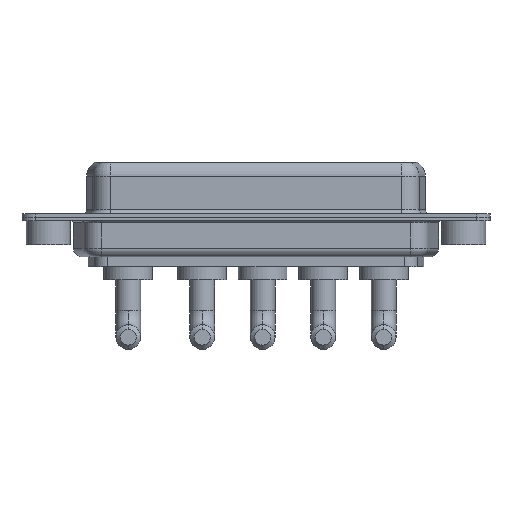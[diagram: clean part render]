
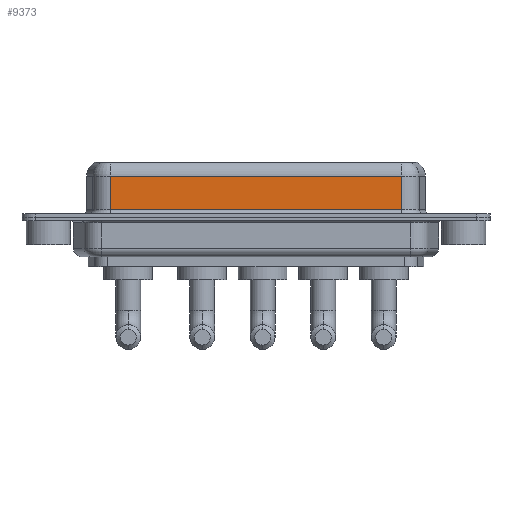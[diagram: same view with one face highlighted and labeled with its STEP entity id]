
A CAD part, front view. The second image highlights one B-rep face of the part: STEP entity #9373.
In plain terms, the highlighted planar face has unit normal (0, -1, 0).
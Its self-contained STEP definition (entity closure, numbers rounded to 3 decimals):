
#461 = VECTOR ( 'NONE', #7057, 1000. ) ;
#1269 = CARTESIAN_POINT ( 'NONE',  ( 40.037, -3.95, 4.65 ) ) ;
#1539 = CARTESIAN_POINT ( 'NONE',  ( 40.037, -3.95, 0.9 ) ) ;
#2654 = LINE ( 'NONE', #1539, #10546 ) ;
#2894 = CARTESIAN_POINT ( 'NONE',  ( 40.037, -3.95, 6.4 ) ) ;
#3015 = ORIENTED_EDGE ( 'NONE', *, *, #3263, .T. ) ;
#3108 = CARTESIAN_POINT ( 'NONE',  ( 7.013, -3.95, 6.4 ) ) ;
#3263 = EDGE_CURVE ( 'NONE', #11479, #11815, #3284, .T. ) ;
#3284 = LINE ( 'NONE', #1269, #6925 ) ;
#3492 = DIRECTION ( 'NONE',  ( 1., 0., 0. ) ) ;
#4060 = DIRECTION ( 'NONE',  ( 0., 0., 1. ) ) ;
#4807 = CARTESIAN_POINT ( 'NONE',  ( 40.037, -3.95, 4.65 ) ) ;
#5198 = CARTESIAN_POINT ( 'NONE',  ( 7.013, -3.95, 4.65 ) ) ;
#5265 = VECTOR ( 'NONE', #7329, 1000. ) ;
#5407 = ORIENTED_EDGE ( 'NONE', *, *, #10567, .F. ) ;
#5563 = LINE ( 'NONE', #10284, #5265 ) ;
#5573 = CARTESIAN_POINT ( 'NONE',  ( 40.037, -3.95, 0.9 ) ) ;
#5708 = CARTESIAN_POINT ( 'NONE',  ( 7.013, -3.95, 0.9 ) ) ;
#5730 = EDGE_LOOP ( 'NONE', ( #5407, #3015, #7439, #9217 ) ) ;
#6925 = VECTOR ( 'NONE', #7239, 1000. ) ;
#7057 = DIRECTION ( 'NONE',  ( 0., 0., -1. ) ) ;
#7181 = VERTEX_POINT ( 'NONE', #5708 ) ;
#7239 = DIRECTION ( 'NONE',  ( -1., 0., 0. ) ) ;
#7329 = DIRECTION ( 'NONE',  ( 0., 0., -1. ) ) ;
#7439 = ORIENTED_EDGE ( 'NONE', *, *, #7811, .T. ) ;
#7797 = FACE_OUTER_BOUND ( 'NONE', #5730, .T. ) ;
#7811 = EDGE_CURVE ( 'NONE', #11815, #7181, #11950, .T. ) ;
#7861 = EDGE_CURVE ( 'NONE', #7181, #8666, #2654, .T. ) ;
#8666 = VERTEX_POINT ( 'NONE', #5573 ) ;
#8741 = AXIS2_PLACEMENT_3D ( 'NONE', #2894, #9927, #4060 ) ;
#9217 = ORIENTED_EDGE ( 'NONE', *, *, #7861, .T. ) ;
#9373 = ADVANCED_FACE ( 'NONE', ( #7797 ), #12779, .F. ) ;
#9927 = DIRECTION ( 'NONE',  ( 0., 1., 0. ) ) ;
#10284 = CARTESIAN_POINT ( 'NONE',  ( 40.037, -3.95, 6.4 ) ) ;
#10546 = VECTOR ( 'NONE', #3492, 1000. ) ;
#10567 = EDGE_CURVE ( 'NONE', #11479, #8666, #5563, .T. ) ;
#11479 = VERTEX_POINT ( 'NONE', #4807 ) ;
#11815 = VERTEX_POINT ( 'NONE', #5198 ) ;
#11950 = LINE ( 'NONE', #3108, #461 ) ;
#12779 = PLANE ( 'NONE',  #8741 ) ;
